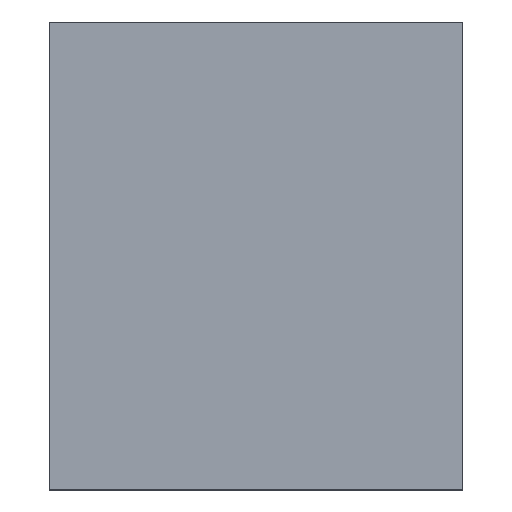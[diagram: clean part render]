
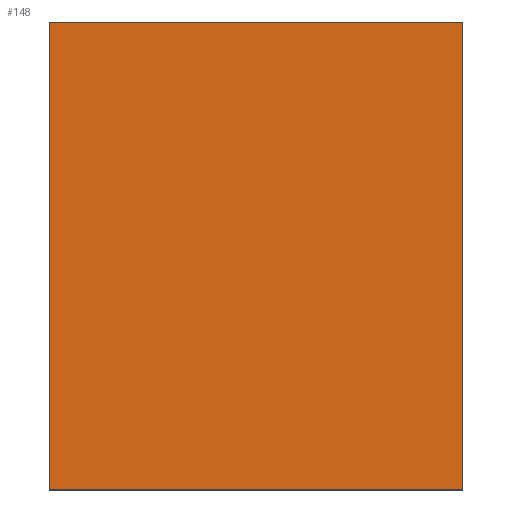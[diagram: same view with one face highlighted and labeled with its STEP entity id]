
A CAD part, top view. The second image highlights one B-rep face of the part: STEP entity #148.
In plain terms, the highlighted planar face has unit normal (0, 0, 1).
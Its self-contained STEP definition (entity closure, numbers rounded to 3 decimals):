
#7 = VECTOR ( 'NONE', #584, 1000. ) ;
#83 = CARTESIAN_POINT ( 'NONE',  ( -4.65, 0., 8.6 ) ) ;
#106 = VERTEX_POINT ( 'NONE', #1631 ) ;
#148 = ADVANCED_FACE ( 'NONE', ( #1357 ), #466, .F. ) ;
#175 = EDGE_CURVE ( 'NONE', #954, #199, #1236, .T. ) ;
#176 = CARTESIAN_POINT ( 'NONE',  ( 4.65, 0., 8.6 ) ) ;
#199 = VERTEX_POINT ( 'NONE', #841 ) ;
#229 = LINE ( 'NONE', #766, #1562 ) ;
#310 = LINE ( 'NONE', #1115, #7 ) ;
#330 = DIRECTION ( 'NONE',  ( -1., 0., 0. ) ) ;
#466 = PLANE ( 'NONE',  #1582 ) ;
#584 = DIRECTION ( 'NONE',  ( 0., -1., 0. ) ) ;
#766 = CARTESIAN_POINT ( 'NONE',  ( -4.65, 10.5, 8.6 ) ) ;
#789 = CARTESIAN_POINT ( 'NONE',  ( 4.65, 10.5, 8.6 ) ) ;
#841 = CARTESIAN_POINT ( 'NONE',  ( 4.65, 0., 8.6 ) ) ;
#887 = ORIENTED_EDGE ( 'NONE', *, *, #1653, .T. ) ;
#897 = EDGE_LOOP ( 'NONE', ( #887, #1149, #1576, #1434 ) ) ;
#954 = VERTEX_POINT ( 'NONE', #83 ) ;
#969 = CARTESIAN_POINT ( 'NONE',  ( 0., 0., 8.6 ) ) ;
#1077 = LINE ( 'NONE', #176, #1331 ) ;
#1115 = CARTESIAN_POINT ( 'NONE',  ( -4.65, 0., 8.6 ) ) ;
#1119 = EDGE_CURVE ( 'NONE', #1274, #106, #229, .T. ) ;
#1149 = ORIENTED_EDGE ( 'NONE', *, *, #1119, .T. ) ;
#1236 = LINE ( 'NONE', #1648, #1701 ) ;
#1274 = VERTEX_POINT ( 'NONE', #789 ) ;
#1331 = VECTOR ( 'NONE', #1600, 1000. ) ;
#1357 = FACE_OUTER_BOUND ( 'NONE', #897, .T. ) ;
#1373 = EDGE_CURVE ( 'NONE', #106, #954, #310, .T. ) ;
#1375 = DIRECTION ( 'NONE',  ( 1., 0., 0. ) ) ;
#1382 = DIRECTION ( 'NONE',  ( 0., 0., -1. ) ) ;
#1434 = ORIENTED_EDGE ( 'NONE', *, *, #175, .T. ) ;
#1549 = DIRECTION ( 'NONE',  ( -1., 0., 0. ) ) ;
#1562 = VECTOR ( 'NONE', #1549, 1000. ) ;
#1576 = ORIENTED_EDGE ( 'NONE', *, *, #1373, .T. ) ;
#1582 = AXIS2_PLACEMENT_3D ( 'NONE', #969, #1382, #330 ) ;
#1600 = DIRECTION ( 'NONE',  ( 0., 1., 0. ) ) ;
#1631 = CARTESIAN_POINT ( 'NONE',  ( -4.65, 10.5, 8.6 ) ) ;
#1648 = CARTESIAN_POINT ( 'NONE',  ( -4.65, 0., 8.6 ) ) ;
#1653 = EDGE_CURVE ( 'NONE', #199, #1274, #1077, .T. ) ;
#1701 = VECTOR ( 'NONE', #1375, 1000. ) ;
